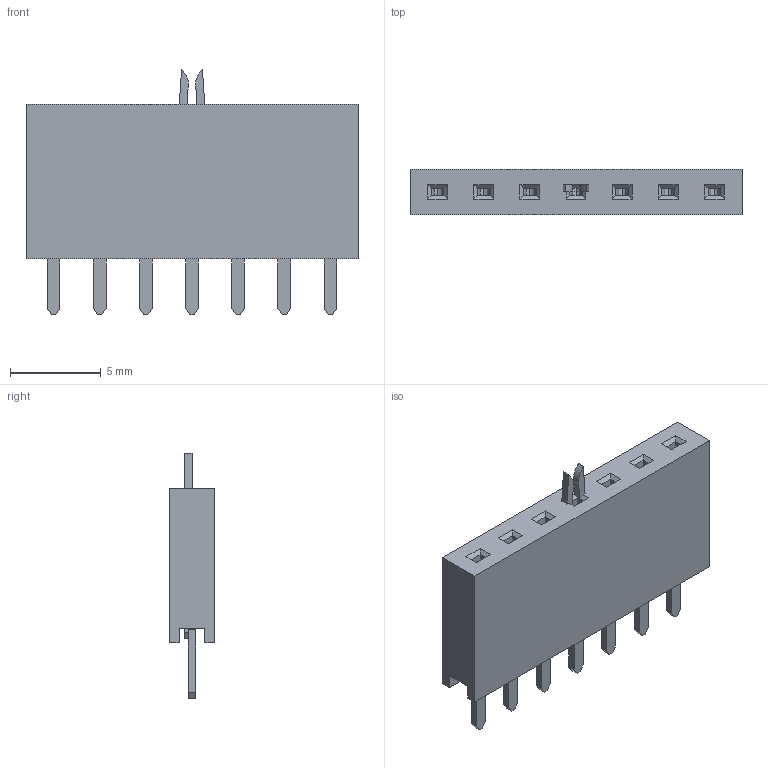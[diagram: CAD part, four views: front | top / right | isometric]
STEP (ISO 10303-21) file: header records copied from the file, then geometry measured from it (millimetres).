
FILE_DESCRIPTION( ( 'Unknown' ), '1' );
FILE_NAME( '61300711821.stp', 'Unknown', ( 'Unknown' ), ( 'Unknown' ), 'PSStep 14.0', 'Unknown', ' ' );
FILE_SCHEMA( ( 'AUTOMOTIVE_DESIGN { 1 0 10303 214 1 1 1 1 }' ) );
Length unit declared in the file: millimetre
Products named in the file (3): Assem1; 6130xx11821_PIN; 61300711821
Bounding box: 18.28 x 2.5 x 13.53 mm (x, y, z)
Surface area: 1687.2 mm2
Topology: 10 solids, 10 shells, 388 faces, 1048 edges, 680 vertices
Faces by surface type: plane 356, cylinder 16, extrusion 16
Entity records: 4671 total; most frequent: CARTESIAN_POINT 677, ORIENTED_EDGE 634, DIRECTION 571, EDGE_CURVE 317, VECTOR 311, LINE 309, VERTEX_POINT 202, EDGE_LOOP 133
